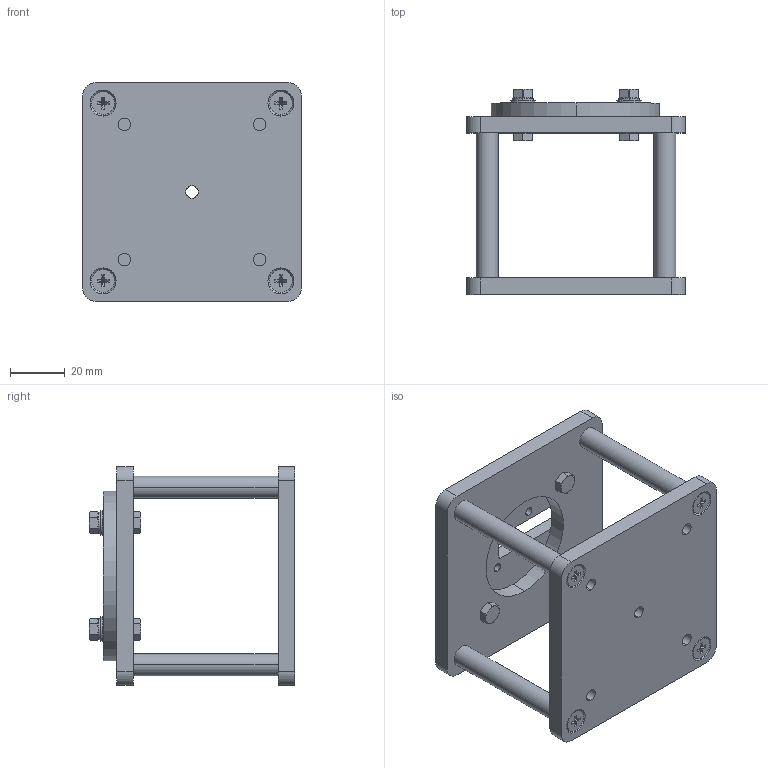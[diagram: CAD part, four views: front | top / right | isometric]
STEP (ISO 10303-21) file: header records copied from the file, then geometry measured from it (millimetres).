
FILE_DESCRIPTION (( 'STEP AP214' ), '1' );
FILE_NAME ('FMWAN034-MNT_3D.step', '2023-06-02T12:07:29', ( '' ), ( '' ), 'SwSTEP 2.0', 'SolidWorks 2022', '' );
FILE_SCHEMA (( 'AUTOMOTIVE_DESIGN' ));
Length unit declared in the file: millimetre
Products named in the file (10): Copy of M4x0.7P 16mmL HEX HEAD SCR^FMWAN034-MNT_91287A115; Copy of M4x0.7 HEX NUT,7mmAF,3.2mmTHK^FMWAN034-MNT_94150A335; Copy of M4 FLAT WSHR,4.3IDx9ODx0.8THK,STNLS STL^FMWAN034-MNT_91166A230; Copy of FMWAN034-MNT_LWR PLT^FMWAN034-MNT; FMWAN034-MNT_3D; Copy of FMWAN034-MNT_UPR PLT^FMWAN034-MNT; Copy of FMWAN034-MNT_RND PLT^FMWAN034-MNT; Copy of M4 SPLIT LK WSHR,4.4IDx7.6ODx1.0THK,STNL STL^FMWAN034-MNT_COMPRESSED; Copy of FMWAN034-MNT_STDF RND 4.5ID X 53LG^FMWAN034-MNT; flat head screw_am_B18.6.7M - M4 x 0.7 x 10 Type I Cross Recessed FHMS --10N
Assembly tree (31 placements, depth 2):
  FMWAN034-MNT_3D
    Copy of FMWAN034-MNT_UPR PLT^FMWAN034-MNT
    Copy of FMWAN034-MNT_LWR PLT^FMWAN034-MNT
    Copy of FMWAN034-MNT_RND PLT^FMWAN034-MNT
    Copy of FMWAN034-MNT_STDF RND 4.5ID X 53LG^FMWAN034-MNT  x4
    flat head screw_am_B18.6.7M - M4 x 0.7 x 10 Type I Cross Recessed FHMS --10N  x8
    Copy of M4x0.7P 16mmL HEX HEAD SCR^FMWAN034-MNT_91287A115  x4
    Copy of M4 FLAT WSHR,4.3IDx9ODx0.8THK,STNLS STL^FMWAN034-MNT_91166A230  x4
    Copy of M4 SPLIT LK WSHR,4.4IDx7.6ODx1.0THK,STNL STL^FMWAN034-MNT_COMPRESSED  x4
    Copy of M4x0.7 HEX NUT,7mmAF,3.2mmTHK^FMWAN034-MNT_94150A335  x4
Bounding box: 80 x 75 x 80 mm (x, y, z)
Volume: 90088.9 mm3; surface area: 49346.6 mm2
Topology: 31 solids, 31 shells, 848 faces, 2094 edges, 1320 vertices
Faces by surface type: cylinder 403, plane 237, cone 152, torus 32, bspline 24
Entity records: 13343 total; most frequent: CARTESIAN_POINT 6513, ORIENTED_EDGE 1362, DIRECTION 1313, EDGE_CURVE 681, AXIS2_PLACEMENT_3D 527, VERTEX_POINT 435, EDGE_LOOP 326, FACE_OUTER_BOUND 266
